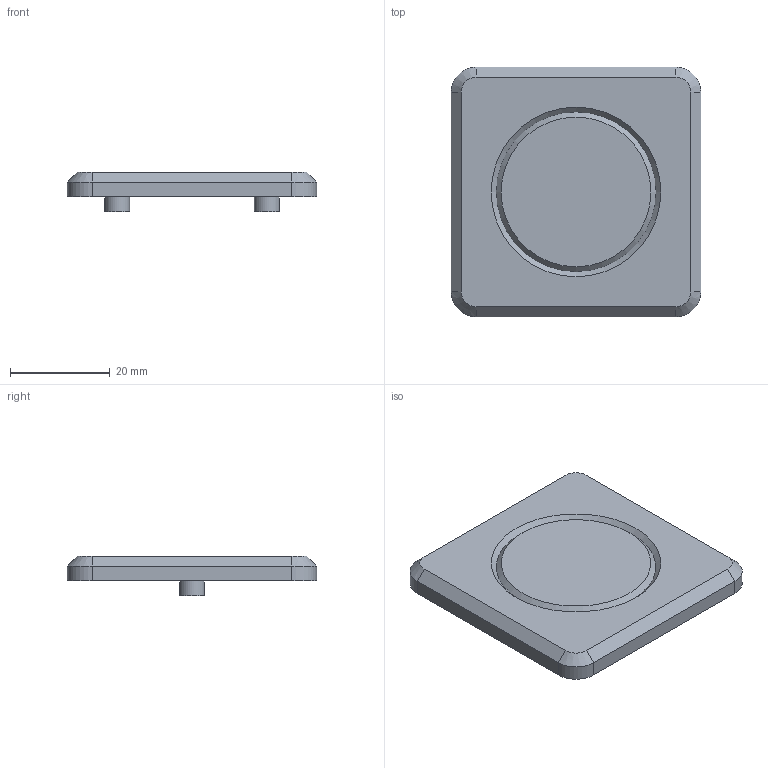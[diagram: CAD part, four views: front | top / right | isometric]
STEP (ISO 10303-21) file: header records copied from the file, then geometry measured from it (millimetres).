
FILE_DESCRIPTION(/* description */ (''),/* implementation_level */ '2;1');
FILE_NAME(/* name */ 'Top.stp',/* time_stamp */ '2025-03-12T09:16:37+01:00',/* author */ ('Marcu'),/* organization */ (''),/* preprocessor_version */ 'ST-DEVELOPER v20',/* originating_system */ 'Autodesk Inventor 2025',/* authorisation */ '');
FILE_SCHEMA (('AUTOMOTIVE_DESIGN { 1 0 10303 214 3 1 1 }'));
Length unit declared in the file: millimetre
Products named in the file (1): Top
Bounding box: 50 x 50 x 8 mm (x, y, z)
Volume: 12035.5 mm3; surface area: 5862.2 mm2
Topology: 1 solids, 1 shells, 25 faces, 51 edges, 31 vertices
Faces by surface type: plane 13, cone 6, cylinder 6
Full cylindrical faces by diameter (mm): 5 x2
Entity records: 695 total; most frequent: DIRECTION 122, CARTESIAN_POINT 108, ORIENTED_EDGE 102, EDGE_CURVE 51, AXIS2_PLACEMENT_3D 45, LINE 32, VECTOR 32, VERTEX_POINT 31
